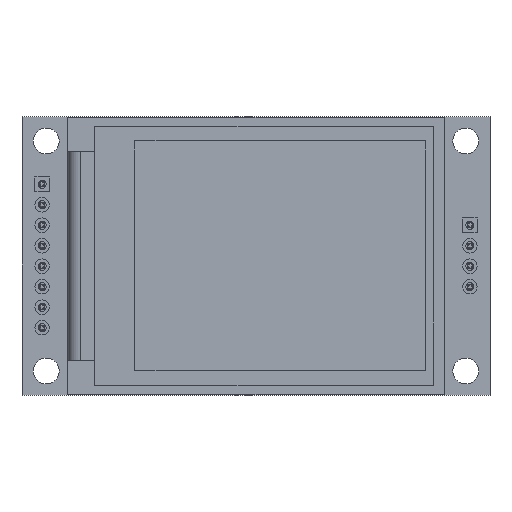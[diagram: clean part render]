
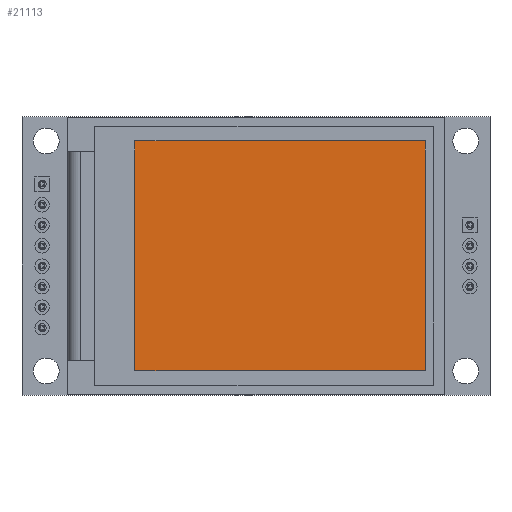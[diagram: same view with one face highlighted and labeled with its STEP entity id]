
A CAD part, top view. The second image highlights one B-rep face of the part: STEP entity #21113.
In plain terms, the highlighted planar face has unit normal (0, 0, 1).
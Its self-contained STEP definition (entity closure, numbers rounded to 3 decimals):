
#20813 = PLANE('',#20814);
#20814 = AXIS2_PLACEMENT_3D('',#20815,#20816,#20817);
#20815 = CARTESIAN_POINT('',(-15.,14.25,4.6));
#20816 = DIRECTION('',(-1.,0.,0.));
#20817 = DIRECTION('',(0.,-1.,0.));
#20841 = PLANE('',#20842);
#20842 = AXIS2_PLACEMENT_3D('',#20843,#20844,#20845);
#20843 = CARTESIAN_POINT('',(-15.,14.25,4.6));
#20844 = DIRECTION('',(0.,1.,0.));
#20845 = DIRECTION('',(0.,0.,1.));
#20869 = PLANE('',#20870);
#20870 = AXIS2_PLACEMENT_3D('',#20871,#20872,#20873);
#20871 = CARTESIAN_POINT('',(21.,14.25,4.6));
#20872 = DIRECTION('',(1.,0.,0.));
#20873 = DIRECTION('',(0.,1.,0.));
#20895 = PLANE('',#20896);
#20896 = AXIS2_PLACEMENT_3D('',#20897,#20898,#20899);
#20897 = CARTESIAN_POINT('',(-15.,-14.25,4.6));
#20898 = DIRECTION('',(0.,-1.,0.));
#20899 = DIRECTION('',(0.,0.,-1.));
#20918 = VERTEX_POINT('',#20919);
#20919 = CARTESIAN_POINT('',(-15.,-14.25,4.6));
#20940 = EDGE_CURVE('',#20941,#20918,#20943,.T.);
#20941 = VERTEX_POINT('',#20942);
#20942 = CARTESIAN_POINT('',(-15.,14.25,4.6));
#20943 = SURFACE_CURVE('',#20944,(#20948,#20955),.PCURVE_S1.);
#20944 = LINE('',#20945,#20946);
#20945 = CARTESIAN_POINT('',(-15.,14.25,4.6));
#20946 = VECTOR('',#20947,1.);
#20947 = DIRECTION('',(0.,-1.,0.));
#20948 = PCURVE('',#20813,#20949);
#20949 = DEFINITIONAL_REPRESENTATION('',(#20950),#20954);
#20950 = LINE('',#20951,#20952);
#20951 = CARTESIAN_POINT('',(0.,0.));
#20952 = VECTOR('',#20953,1.);
#20953 = DIRECTION('',(1.,0.));
#20954 = ( GEOMETRIC_REPRESENTATION_CONTEXT(2) 
PARAMETRIC_REPRESENTATION_CONTEXT() REPRESENTATION_CONTEXT('2D SPACE',''
  ) );
#20955 = PCURVE('',#20956,#20961);
#20956 = PLANE('',#20957);
#20957 = AXIS2_PLACEMENT_3D('',#20958,#20959,#20960);
#20958 = CARTESIAN_POINT('',(0.,0.,4.6));
#20959 = DIRECTION('',(0.,0.,1.));
#20960 = DIRECTION('',(1.,0.,0.));
#20961 = DEFINITIONAL_REPRESENTATION('',(#20962),#20966);
#20962 = LINE('',#20963,#20964);
#20963 = CARTESIAN_POINT('',(-15.,14.25));
#20964 = VECTOR('',#20965,1.);
#20965 = DIRECTION('',(0.,-1.));
#20966 = ( GEOMETRIC_REPRESENTATION_CONTEXT(2) 
PARAMETRIC_REPRESENTATION_CONTEXT() REPRESENTATION_CONTEXT('2D SPACE',''
  ) );
#20994 = EDGE_CURVE('',#20995,#20941,#20997,.T.);
#20995 = VERTEX_POINT('',#20996);
#20996 = CARTESIAN_POINT('',(21.,14.25,4.6));
#20997 = SURFACE_CURVE('',#20998,(#21002,#21009),.PCURVE_S1.);
#20998 = LINE('',#20999,#21000);
#20999 = CARTESIAN_POINT('',(-15.,14.25,4.6));
#21000 = VECTOR('',#21001,1.);
#21001 = DIRECTION('',(-1.,-0.,-0.));
#21002 = PCURVE('',#20841,#21003);
#21003 = DEFINITIONAL_REPRESENTATION('',(#21004),#21008);
#21004 = LINE('',#21005,#21006);
#21005 = CARTESIAN_POINT('',(0.,0.));
#21006 = VECTOR('',#21007,1.);
#21007 = DIRECTION('',(-0.,-1.));
#21008 = ( GEOMETRIC_REPRESENTATION_CONTEXT(2) 
PARAMETRIC_REPRESENTATION_CONTEXT() REPRESENTATION_CONTEXT('2D SPACE',''
  ) );
#21009 = PCURVE('',#20956,#21010);
#21010 = DEFINITIONAL_REPRESENTATION('',(#21011),#21015);
#21011 = LINE('',#21012,#21013);
#21012 = CARTESIAN_POINT('',(-15.,14.25));
#21013 = VECTOR('',#21014,1.);
#21014 = DIRECTION('',(-1.,0.));
#21015 = ( GEOMETRIC_REPRESENTATION_CONTEXT(2) 
PARAMETRIC_REPRESENTATION_CONTEXT() REPRESENTATION_CONTEXT('2D SPACE',''
  ) );
#21043 = EDGE_CURVE('',#21044,#20995,#21046,.T.);
#21044 = VERTEX_POINT('',#21045);
#21045 = CARTESIAN_POINT('',(21.,-14.25,4.6));
#21046 = SURFACE_CURVE('',#21047,(#21051,#21058),.PCURVE_S1.);
#21047 = LINE('',#21048,#21049);
#21048 = CARTESIAN_POINT('',(21.,14.25,4.6));
#21049 = VECTOR('',#21050,1.);
#21050 = DIRECTION('',(0.,1.,0.));
#21051 = PCURVE('',#20869,#21052);
#21052 = DEFINITIONAL_REPRESENTATION('',(#21053),#21057);
#21053 = LINE('',#21054,#21055);
#21054 = CARTESIAN_POINT('',(0.,0.));
#21055 = VECTOR('',#21056,1.);
#21056 = DIRECTION('',(1.,0.));
#21057 = ( GEOMETRIC_REPRESENTATION_CONTEXT(2) 
PARAMETRIC_REPRESENTATION_CONTEXT() REPRESENTATION_CONTEXT('2D SPACE',''
  ) );
#21058 = PCURVE('',#20956,#21059);
#21059 = DEFINITIONAL_REPRESENTATION('',(#21060),#21064);
#21060 = LINE('',#21061,#21062);
#21061 = CARTESIAN_POINT('',(21.,14.25));
#21062 = VECTOR('',#21063,1.);
#21063 = DIRECTION('',(0.,1.));
#21064 = ( GEOMETRIC_REPRESENTATION_CONTEXT(2) 
PARAMETRIC_REPRESENTATION_CONTEXT() REPRESENTATION_CONTEXT('2D SPACE',''
  ) );
#21092 = EDGE_CURVE('',#20918,#21044,#21093,.T.);
#21093 = SURFACE_CURVE('',#21094,(#21098,#21105),.PCURVE_S1.);
#21094 = LINE('',#21095,#21096);
#21095 = CARTESIAN_POINT('',(-15.,-14.25,4.6));
#21096 = VECTOR('',#21097,1.);
#21097 = DIRECTION('',(1.,0.,0.));
#21098 = PCURVE('',#20895,#21099);
#21099 = DEFINITIONAL_REPRESENTATION('',(#21100),#21104);
#21100 = LINE('',#21101,#21102);
#21101 = CARTESIAN_POINT('',(0.,0.));
#21102 = VECTOR('',#21103,1.);
#21103 = DIRECTION('',(0.,1.));
#21104 = ( GEOMETRIC_REPRESENTATION_CONTEXT(2) 
PARAMETRIC_REPRESENTATION_CONTEXT() REPRESENTATION_CONTEXT('2D SPACE',''
  ) );
#21105 = PCURVE('',#20956,#21106);
#21106 = DEFINITIONAL_REPRESENTATION('',(#21107),#21111);
#21107 = LINE('',#21108,#21109);
#21108 = CARTESIAN_POINT('',(-15.,-14.25));
#21109 = VECTOR('',#21110,1.);
#21110 = DIRECTION('',(1.,0.));
#21111 = ( GEOMETRIC_REPRESENTATION_CONTEXT(2) 
PARAMETRIC_REPRESENTATION_CONTEXT() REPRESENTATION_CONTEXT('2D SPACE',''
  ) );
#21113 = ADVANCED_FACE('',(#21114),#20956,.T.);
#21114 = FACE_BOUND('',#21115,.T.);
#21115 = EDGE_LOOP('',(#21116,#21117,#21118,#21119));
#21116 = ORIENTED_EDGE('',*,*,#20940,.T.);
#21117 = ORIENTED_EDGE('',*,*,#21092,.T.);
#21118 = ORIENTED_EDGE('',*,*,#21043,.T.);
#21119 = ORIENTED_EDGE('',*,*,#20994,.T.);
